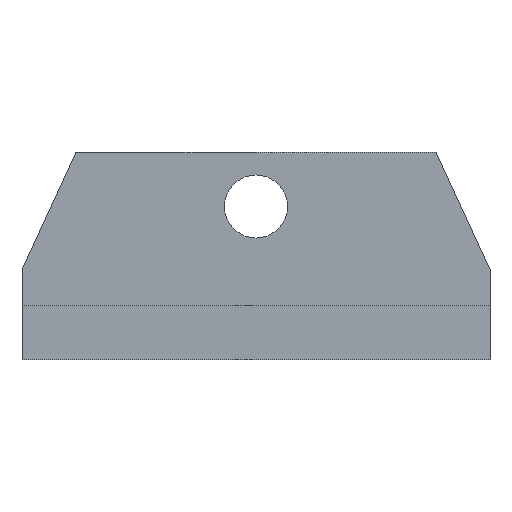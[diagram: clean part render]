
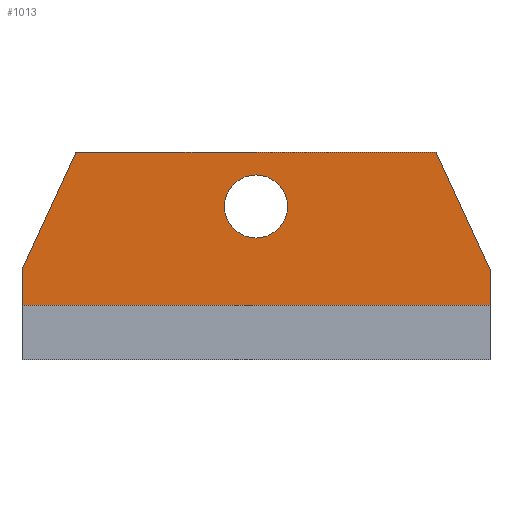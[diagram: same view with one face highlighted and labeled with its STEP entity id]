
A CAD part, front view. The second image highlights one B-rep face of the part: STEP entity #1013.
In plain terms, the highlighted planar face has unit normal (0, -1, 0).
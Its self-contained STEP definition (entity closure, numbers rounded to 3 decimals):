
#13 = DIRECTION ( 'NONE',  ( 0., 0., -1. ) ) ;
#14 = DIRECTION ( 'NONE',  ( -1., 0., 0. ) ) ;
#18 = FACE_BOUND ( 'NONE', #404, .T. ) ;
#22 = EDGE_CURVE ( 'NONE', #63, #419, #485, .T. ) ;
#56 = VECTOR ( 'NONE', #1093, 1000. ) ;
#63 = VERTEX_POINT ( 'NONE', #395 ) ;
#108 = DIRECTION ( 'NONE',  ( 0., 0., 1. ) ) ;
#120 = VECTOR ( 'NONE', #434, 1000. ) ;
#170 = VERTEX_POINT ( 'NONE', #653 ) ;
#186 = CARTESIAN_POINT ( 'NONE',  ( 0., 3., 3. ) ) ;
#189 = DIRECTION ( 'NONE',  ( 0., 1., 0. ) ) ;
#217 = CARTESIAN_POINT ( 'NONE',  ( 26., 3., 3. ) ) ;
#224 = ORIENTED_EDGE ( 'NONE', *, *, #803, .F. ) ;
#257 = VECTOR ( 'NONE', #14, 1000. ) ;
#258 = CARTESIAN_POINT ( 'NONE',  ( 3., 3., 11.5 ) ) ;
#273 = EDGE_CURVE ( 'NONE', #435, #470, #1052, .T. ) ;
#290 = VECTOR ( 'NONE', #108, 1000. ) ;
#291 = ORIENTED_EDGE ( 'NONE', *, *, #490, .T. ) ;
#297 = CIRCLE ( 'NONE', #877, 1.75 ) ;
#306 = VERTEX_POINT ( 'NONE', #873 ) ;
#341 = EDGE_CURVE ( 'NONE', #419, #435, #796, .T. ) ;
#366 = ORIENTED_EDGE ( 'NONE', *, *, #983, .F. ) ;
#378 = ORIENTED_EDGE ( 'NONE', *, *, #273, .T. ) ;
#393 = ORIENTED_EDGE ( 'NONE', *, *, #872, .F. ) ;
#395 = CARTESIAN_POINT ( 'NONE',  ( 26., 3., 5. ) ) ;
#398 = LINE ( 'NONE', #892, #257 ) ;
#404 = EDGE_LOOP ( 'NONE', ( #224, #366 ) ) ;
#414 = DIRECTION ( 'NONE',  ( 0., -1., 0. ) ) ;
#419 = VERTEX_POINT ( 'NONE', #618 ) ;
#434 = DIRECTION ( 'NONE',  ( -1., 0., 0. ) ) ;
#435 = VERTEX_POINT ( 'NONE', #622 ) ;
#438 = LINE ( 'NONE', #951, #857 ) ;
#455 = EDGE_CURVE ( 'NONE', #610, #306, #398, .T. ) ;
#470 = VERTEX_POINT ( 'NONE', #546 ) ;
#485 = LINE ( 'NONE', #667, #56 ) ;
#490 = EDGE_CURVE ( 'NONE', #610, #63, #933, .T. ) ;
#539 = DIRECTION ( 'NONE',  ( 0., -1., 0. ) ) ;
#546 = CARTESIAN_POINT ( 'NONE',  ( 0., 3., 5. ) ) ;
#568 = ORIENTED_EDGE ( 'NONE', *, *, #455, .F. ) ;
#579 = VECTOR ( 'NONE', #869, 1000. ) ;
#596 = ORIENTED_EDGE ( 'NONE', *, *, #22, .T. ) ;
#610 = VERTEX_POINT ( 'NONE', #217 ) ;
#618 = CARTESIAN_POINT ( 'NONE',  ( 23., 3., 11.5 ) ) ;
#622 = CARTESIAN_POINT ( 'NONE',  ( 3., 3., 11.5 ) ) ;
#653 = CARTESIAN_POINT ( 'NONE',  ( 13., 3., 6.75 ) ) ;
#667 = CARTESIAN_POINT ( 'NONE',  ( 23., 3., 11.5 ) ) ;
#674 = AXIS2_PLACEMENT_3D ( 'NONE', #940, #414, #1026 ) ;
#713 = PLANE ( 'NONE',  #1049 ) ;
#715 = FACE_OUTER_BOUND ( 'NONE', #764, .T. ) ;
#719 = CARTESIAN_POINT ( 'NONE',  ( 26., 3., 3. ) ) ;
#731 = ORIENTED_EDGE ( 'NONE', *, *, #341, .T. ) ;
#764 = EDGE_LOOP ( 'NONE', ( #291, #596, #731, #378, #393, #568 ) ) ;
#796 = LINE ( 'NONE', #258, #120 ) ;
#803 = EDGE_CURVE ( 'NONE', #170, #854, #985, .T. ) ;
#805 = DIRECTION ( 'NONE',  ( 0., 0., 1. ) ) ;
#854 = VERTEX_POINT ( 'NONE', #1121 ) ;
#857 = VECTOR ( 'NONE', #1039, 1000. ) ;
#869 = DIRECTION ( 'NONE',  ( -0.419, 0., -0.908 ) ) ;
#872 = EDGE_CURVE ( 'NONE', #306, #470, #438, .T. ) ;
#873 = CARTESIAN_POINT ( 'NONE',  ( 0., 3., 3. ) ) ;
#877 = AXIS2_PLACEMENT_3D ( 'NONE', #1062, #539, #13 ) ;
#892 = CARTESIAN_POINT ( 'NONE',  ( 0., 3., 3. ) ) ;
#933 = LINE ( 'NONE', #719, #290 ) ;
#940 = CARTESIAN_POINT ( 'NONE',  ( 13., 3., 8.5 ) ) ;
#951 = CARTESIAN_POINT ( 'NONE',  ( 0., 3., 3. ) ) ;
#983 = EDGE_CURVE ( 'NONE', #854, #170, #297, .T. ) ;
#985 = CIRCLE ( 'NONE', #674, 1.75 ) ;
#1013 = ADVANCED_FACE ( 'NONE', ( #18, #715 ), #713, .F. ) ;
#1026 = DIRECTION ( 'NONE',  ( 0., 0., -1. ) ) ;
#1039 = DIRECTION ( 'NONE',  ( 0., 0., 1. ) ) ;
#1040 = CARTESIAN_POINT ( 'NONE',  ( 0., 3., 5. ) ) ;
#1049 = AXIS2_PLACEMENT_3D ( 'NONE', #186, #189, #805 ) ;
#1052 = LINE ( 'NONE', #1040, #579 ) ;
#1062 = CARTESIAN_POINT ( 'NONE',  ( 13., 3., 8.5 ) ) ;
#1093 = DIRECTION ( 'NONE',  ( -0.419, 0., 0.908 ) ) ;
#1121 = CARTESIAN_POINT ( 'NONE',  ( 13., 3., 10.25 ) ) ;
